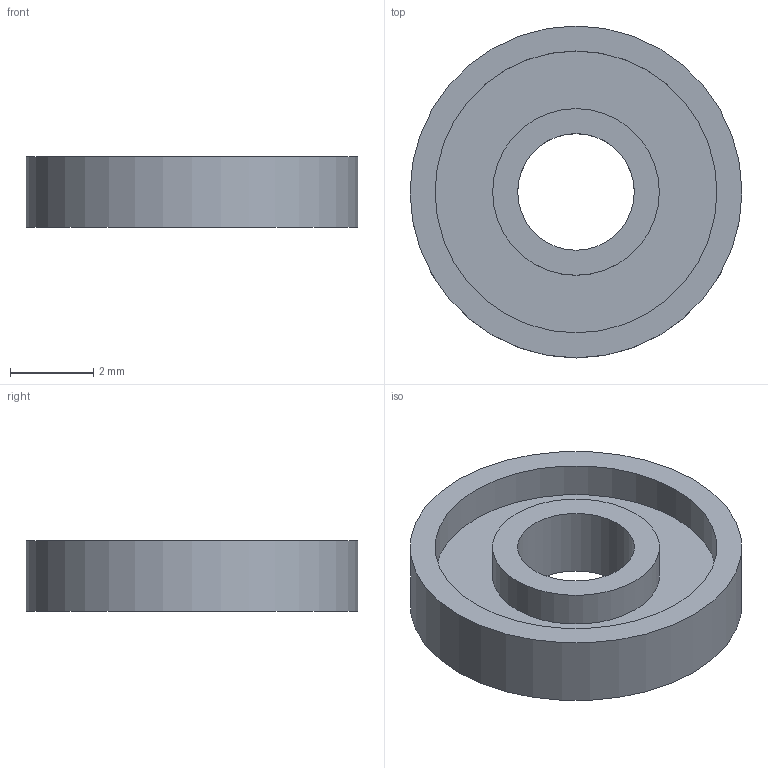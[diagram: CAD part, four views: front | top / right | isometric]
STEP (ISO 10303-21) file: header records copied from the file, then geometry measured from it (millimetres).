
FILE_DESCRIPTION(/* description */ (''),/* implementation_level */ '2;1');
FILE_NAME(/* name */ 'LeftEye.step',/* time_stamp */ '2025-09-09T20:17:33+02:00',/* author */ (''),/* organization */ (''),/* preprocessor_version */ 'ST-DEVELOPER v20.1',/* originating_system */ 'Autodesk Translation Framework v14.10.0.0',/* authorisation */ '');
FILE_SCHEMA (('AUTOMOTIVE_DESIGN { 1 0 10303 214 3 1 1 }'));
Length unit declared in the file: millimetre
Products named in the file (1): 2025-09-09-20-17-33-706
Bounding box: 7.97 x 7.97 x 1.69 mm (x, y, z)
Volume: 54.2 mm3; surface area: 173.4 mm2
Topology: 1 solids, 1 shells, 8 faces, 12 edges, 8 vertices
Faces by surface type: plane 4, cylinder 4
Full cylindrical faces by diameter (mm): 2.8 x1, 4 x1, 6.766 x1, 7.966 x1
Entity records: 243 total; most frequent: DIRECTION 38, CARTESIAN_POINT 29, ORIENTED_EDGE 24, AXIS2_PLACEMENT_3D 17, EDGE_LOOP 12, EDGE_CURVE 12, FACE_OUTER_BOUND 8, CIRCLE 8
